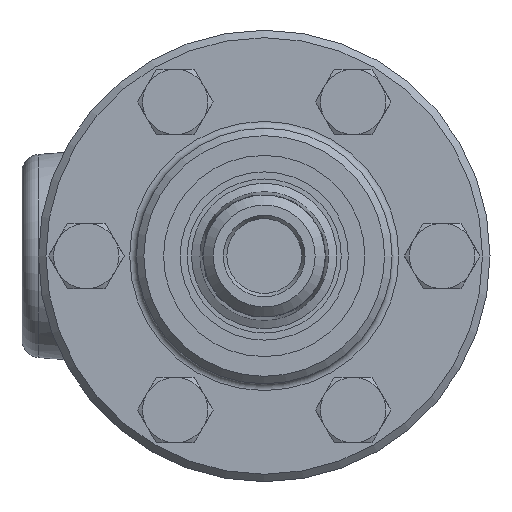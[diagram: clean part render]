
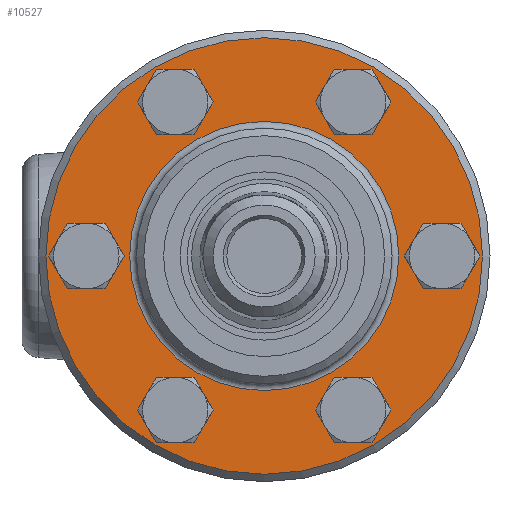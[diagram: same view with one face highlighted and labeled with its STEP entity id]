
A CAD part, left-side view. The second image highlights one B-rep face of the part: STEP entity #10527.
In plain terms, the highlighted planar face has unit normal (-1, 0, 0).
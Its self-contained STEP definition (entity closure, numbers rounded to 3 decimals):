
#828=FACE_BOUND('',#1905,.T.);
#829=FACE_BOUND('',#1906,.T.);
#830=FACE_BOUND('',#1907,.T.);
#831=FACE_BOUND('',#1908,.T.);
#832=FACE_BOUND('',#1909,.T.);
#833=FACE_BOUND('',#1910,.T.);
#834=FACE_BOUND('',#1911,.T.);
#955=PLANE('',#11413);
#1274=FACE_OUTER_BOUND('',#1904,.T.);
#1904=EDGE_LOOP('',(#7634));
#1905=EDGE_LOOP('',(#7635,#7636));
#1906=EDGE_LOOP('',(#7637,#7638,#7639,#7640));
#1907=EDGE_LOOP('',(#7641,#7642,#7643,#7644));
#1908=EDGE_LOOP('',(#7645,#7646,#7647,#7648));
#1909=EDGE_LOOP('',(#7649,#7650,#7651,#7652));
#1910=EDGE_LOOP('',(#7653,#7654,#7655,#7656));
#1911=EDGE_LOOP('',(#7657,#7658,#7659,#7660,#7661));
#2529=LINE('',#16241,#3130);
#2532=LINE('',#16256,#3133);
#2539=LINE('',#16292,#3140);
#2542=LINE('',#16307,#3143);
#2549=LINE('',#16343,#3150);
#2552=LINE('',#16358,#3153);
#2559=LINE('',#16394,#3160);
#2562=LINE('',#16409,#3163);
#2569=LINE('',#16445,#3170);
#2572=LINE('',#16460,#3173);
#2574=LINE('',#16465,#3175);
#2575=LINE('',#16468,#3176);
#3130=VECTOR('',#12844,10.);
#3133=VECTOR('',#12849,10.);
#3140=VECTOR('',#12874,10.);
#3143=VECTOR('',#12879,10.);
#3150=VECTOR('',#12904,10.);
#3153=VECTOR('',#12909,10.);
#3160=VECTOR('',#12934,10.);
#3163=VECTOR('',#12939,10.);
#3170=VECTOR('',#12964,10.);
#3173=VECTOR('',#12969,10.);
#3175=VECTOR('',#12975,10.);
#3176=VECTOR('',#12978,10.);
#3781=CIRCLE('',#11252,3.683);
#3783=CIRCLE('',#11254,3.683);
#3787=CIRCLE('',#11259,3.683);
#3792=CIRCLE('',#11265,3.683);
#3797=CIRCLE('',#11271,3.683);
#3802=CIRCLE('',#11277,3.683);
#3807=CIRCLE('',#11283,3.683);
#3812=CIRCLE('',#11289,22.86);
#3813=CIRCLE('',#11290,22.86);
#3819=CIRCLE('',#11300,37.084);
#3846=CIRCLE('',#11364,4.61);
#3851=CIRCLE('',#11374,4.61);
#3856=CIRCLE('',#11384,4.61);
#3861=CIRCLE('',#11394,4.61);
#3866=CIRCLE('',#11404,4.61);
#3871=CIRCLE('',#11414,4.61);
#4326=VERTEX_POINT('',#15957);
#4327=VERTEX_POINT('',#15959);
#4328=VERTEX_POINT('',#15961);
#4331=VERTEX_POINT('',#15970);
#4332=VERTEX_POINT('',#15972);
#4335=VERTEX_POINT('',#15981);
#4336=VERTEX_POINT('',#15983);
#4339=VERTEX_POINT('',#15992);
#4340=VERTEX_POINT('',#15994);
#4343=VERTEX_POINT('',#16003);
#4344=VERTEX_POINT('',#16005);
#4347=VERTEX_POINT('',#16014);
#4348=VERTEX_POINT('',#16016);
#4352=VERTEX_POINT('',#16025);
#4353=VERTEX_POINT('',#16027);
#4358=VERTEX_POINT('',#16045);
#4410=VERTEX_POINT('',#16210);
#4411=VERTEX_POINT('',#16212);
#4421=VERTEX_POINT('',#16261);
#4422=VERTEX_POINT('',#16263);
#4432=VERTEX_POINT('',#16312);
#4433=VERTEX_POINT('',#16314);
#4443=VERTEX_POINT('',#16363);
#4444=VERTEX_POINT('',#16365);
#4454=VERTEX_POINT('',#16414);
#4455=VERTEX_POINT('',#16416);
#4464=VERTEX_POINT('',#16464);
#4465=VERTEX_POINT('',#16466);
#5464=EDGE_CURVE('',#4327,#4326,#3781,.T.);
#5466=EDGE_CURVE('',#4326,#4328,#3783,.T.);
#5471=EDGE_CURVE('',#4332,#4331,#3787,.T.);
#5477=EDGE_CURVE('',#4336,#4335,#3792,.T.);
#5483=EDGE_CURVE('',#4340,#4339,#3797,.T.);
#5489=EDGE_CURVE('',#4344,#4343,#3802,.T.);
#5495=EDGE_CURVE('',#4348,#4347,#3807,.T.);
#5500=EDGE_CURVE('',#4352,#4353,#3812,.T.);
#5501=EDGE_CURVE('',#4353,#4352,#3813,.T.);
#5510=EDGE_CURVE('',#4358,#4358,#3819,.T.);
#5586=EDGE_CURVE('',#4411,#4410,#3846,.T.);
#5596=EDGE_CURVE('',#4410,#4340,#2529,.T.);
#5600=EDGE_CURVE('',#4339,#4411,#2532,.T.);
#5603=EDGE_CURVE('',#4422,#4421,#3851,.T.);
#5613=EDGE_CURVE('',#4421,#4336,#2539,.T.);
#5617=EDGE_CURVE('',#4335,#4422,#2542,.T.);
#5620=EDGE_CURVE('',#4433,#4432,#3856,.T.);
#5630=EDGE_CURVE('',#4432,#4327,#2549,.T.);
#5634=EDGE_CURVE('',#4328,#4433,#2552,.T.);
#5637=EDGE_CURVE('',#4444,#4443,#3861,.T.);
#5647=EDGE_CURVE('',#4443,#4332,#2559,.T.);
#5651=EDGE_CURVE('',#4331,#4444,#2562,.T.);
#5654=EDGE_CURVE('',#4455,#4454,#3866,.T.);
#5664=EDGE_CURVE('',#4454,#4348,#2569,.T.);
#5668=EDGE_CURVE('',#4347,#4455,#2572,.T.);
#5670=EDGE_CURVE('',#4343,#4464,#2574,.T.);
#5671=EDGE_CURVE('',#4464,#4465,#3871,.T.);
#5672=EDGE_CURVE('',#4465,#4344,#2575,.T.);
#7634=ORIENTED_EDGE('',*,*,#5510,.F.);
#7635=ORIENTED_EDGE('',*,*,#5501,.F.);
#7636=ORIENTED_EDGE('',*,*,#5500,.F.);
#7637=ORIENTED_EDGE('',*,*,#5668,.T.);
#7638=ORIENTED_EDGE('',*,*,#5654,.T.);
#7639=ORIENTED_EDGE('',*,*,#5664,.T.);
#7640=ORIENTED_EDGE('',*,*,#5495,.T.);
#7641=ORIENTED_EDGE('',*,*,#5670,.T.);
#7642=ORIENTED_EDGE('',*,*,#5671,.T.);
#7643=ORIENTED_EDGE('',*,*,#5672,.T.);
#7644=ORIENTED_EDGE('',*,*,#5489,.T.);
#7645=ORIENTED_EDGE('',*,*,#5600,.T.);
#7646=ORIENTED_EDGE('',*,*,#5586,.T.);
#7647=ORIENTED_EDGE('',*,*,#5596,.T.);
#7648=ORIENTED_EDGE('',*,*,#5483,.T.);
#7649=ORIENTED_EDGE('',*,*,#5617,.T.);
#7650=ORIENTED_EDGE('',*,*,#5603,.T.);
#7651=ORIENTED_EDGE('',*,*,#5613,.T.);
#7652=ORIENTED_EDGE('',*,*,#5477,.T.);
#7653=ORIENTED_EDGE('',*,*,#5651,.T.);
#7654=ORIENTED_EDGE('',*,*,#5637,.T.);
#7655=ORIENTED_EDGE('',*,*,#5647,.T.);
#7656=ORIENTED_EDGE('',*,*,#5471,.T.);
#7657=ORIENTED_EDGE('',*,*,#5634,.T.);
#7658=ORIENTED_EDGE('',*,*,#5620,.T.);
#7659=ORIENTED_EDGE('',*,*,#5630,.T.);
#7660=ORIENTED_EDGE('',*,*,#5464,.T.);
#7661=ORIENTED_EDGE('',*,*,#5466,.T.);
#10527=ADVANCED_FACE('',(#1274,#828,#829,#830,#831,#832,#833,#834),#955,
 .T.);
#11252=AXIS2_PLACEMENT_3D('',#15960,#12545,#12546);
#11254=AXIS2_PLACEMENT_3D('',#15963,#12549,#12550);
#11259=AXIS2_PLACEMENT_3D('',#15973,#12560,#12561);
#11265=AXIS2_PLACEMENT_3D('',#15984,#12573,#12574);
#11271=AXIS2_PLACEMENT_3D('',#15995,#12586,#12587);
#11277=AXIS2_PLACEMENT_3D('',#16006,#12599,#12600);
#11283=AXIS2_PLACEMENT_3D('',#16017,#12612,#12613);
#11289=AXIS2_PLACEMENT_3D('',#16028,#12624,#12625);
#11290=AXIS2_PLACEMENT_3D('',#16029,#12626,#12627);
#11300=AXIS2_PLACEMENT_3D('',#16047,#12649,#12650);
#11364=AXIS2_PLACEMENT_3D('',#16213,#12826,#12827);
#11374=AXIS2_PLACEMENT_3D('',#16264,#12856,#12857);
#11384=AXIS2_PLACEMENT_3D('',#16315,#12886,#12887);
#11394=AXIS2_PLACEMENT_3D('',#16366,#12916,#12917);
#11404=AXIS2_PLACEMENT_3D('',#16417,#12946,#12947);
#11413=AXIS2_PLACEMENT_3D('',#16463,#12973,#12974);
#11414=AXIS2_PLACEMENT_3D('',#16467,#12976,#12977);
#12545=DIRECTION('center_axis',(1.,0.,0.));
#12546=DIRECTION('ref_axis',(0.,0.,1.));
#12549=DIRECTION('center_axis',(1.,0.,0.));
#12550=DIRECTION('ref_axis',(0.,0.,1.));
#12560=DIRECTION('center_axis',(1.,0.,0.));
#12561=DIRECTION('ref_axis',(0.,0.866,0.5));
#12573=DIRECTION('center_axis',(1.,0.,0.));
#12574=DIRECTION('ref_axis',(0.,0.866,-0.5));
#12586=DIRECTION('center_axis',(1.,0.,0.));
#12587=DIRECTION('ref_axis',(0.,0.,-1.));
#12599=DIRECTION('center_axis',(1.,0.,0.));
#12600=DIRECTION('ref_axis',(0.,-0.866,-0.5));
#12612=DIRECTION('center_axis',(1.,0.,0.));
#12613=DIRECTION('ref_axis',(0.,-0.866,0.5));
#12624=DIRECTION('center_axis',(-1.,0.,0.));
#12625=DIRECTION('ref_axis',(0.,-1.,0.));
#12626=DIRECTION('center_axis',(-1.,0.,0.));
#12627=DIRECTION('ref_axis',(0.,-1.,0.));
#12649=DIRECTION('center_axis',(1.,0.,0.));
#12650=DIRECTION('ref_axis',(0.,-1.,0.));
#12826=DIRECTION('center_axis',(1.,0.,0.));
#12827=DIRECTION('ref_axis',(0.,-1.,0.));
#12844=DIRECTION('',(0.,0.,1.));
#12849=DIRECTION('',(0.,0.,-1.));
#12856=DIRECTION('center_axis',(1.,0.,0.));
#12857=DIRECTION('ref_axis',(0.,-1.,0.));
#12874=DIRECTION('',(0.,0.,1.));
#12879=DIRECTION('',(0.,0.,-1.));
#12886=DIRECTION('center_axis',(1.,0.,0.));
#12887=DIRECTION('ref_axis',(0.,-1.,0.));
#12904=DIRECTION('',(0.,0.,1.));
#12909=DIRECTION('',(0.,0.,-1.));
#12916=DIRECTION('center_axis',(1.,0.,0.));
#12917=DIRECTION('ref_axis',(0.,-1.,0.));
#12934=DIRECTION('',(0.,0.,1.));
#12939=DIRECTION('',(0.,0.,-1.));
#12946=DIRECTION('center_axis',(1.,0.,0.));
#12947=DIRECTION('ref_axis',(0.,-1.,0.));
#12964=DIRECTION('',(0.,0.,1.));
#12969=DIRECTION('',(0.,0.,-1.));
#12973=DIRECTION('center_axis',(-1.,0.,0.));
#12974=DIRECTION('ref_axis',(0.,0.,1.));
#12975=DIRECTION('',(0.,0.,-1.));
#12976=DIRECTION('center_axis',(1.,0.,0.));
#12977=DIRECTION('ref_axis',(0.,-1.,0.));
#12978=DIRECTION('',(0.,0.,1.));
#15957=CARTESIAN_POINT('',(-8.484,30.226,-3.683));
#15959=CARTESIAN_POINT('',(-8.484,29.83,-3.662));
#15960=CARTESIAN_POINT('Origin',(-8.484,30.226,0.));
#15961=CARTESIAN_POINT('',(-8.484,30.622,-3.662));
#15963=CARTESIAN_POINT('Origin',(-8.484,30.226,0.));
#15970=CARTESIAN_POINT('',(-8.484,15.509,-29.838));
#15972=CARTESIAN_POINT('',(-8.484,14.717,-29.838));
#15973=CARTESIAN_POINT('Origin',(-8.484,15.113,-26.176));
#15981=CARTESIAN_POINT('',(-8.484,-14.717,-29.838));
#15983=CARTESIAN_POINT('',(-8.484,-15.509,-29.838));
#15984=CARTESIAN_POINT('Origin',(-8.484,-15.113,-26.176));
#15992=CARTESIAN_POINT('',(-8.484,-29.83,-3.662));
#15994=CARTESIAN_POINT('',(-8.484,-30.622,-3.662));
#15995=CARTESIAN_POINT('Origin',(-8.484,-30.226,0.));
#16003=CARTESIAN_POINT('',(-8.484,-14.717,22.515));
#16005=CARTESIAN_POINT('',(-8.484,-15.509,22.515));
#16006=CARTESIAN_POINT('Origin',(-8.484,-15.113,26.176));
#16014=CARTESIAN_POINT('',(-8.484,15.509,22.515));
#16016=CARTESIAN_POINT('',(-8.484,14.717,22.515));
#16017=CARTESIAN_POINT('Origin',(-8.484,15.113,26.176));
#16025=CARTESIAN_POINT('',(-8.484,0.,-22.86));
#16027=CARTESIAN_POINT('',(-8.484,22.86,0.));
#16028=CARTESIAN_POINT('Origin',(-8.484,0.,0.));
#16029=CARTESIAN_POINT('Origin',(-8.484,0.,0.));
#16045=CARTESIAN_POINT('',(-8.484,37.084,0.));
#16047=CARTESIAN_POINT('Origin',(-8.484,0.,0.));
#16210=CARTESIAN_POINT('',(-8.484,-30.622,-4.593));
#16212=CARTESIAN_POINT('',(-8.484,-29.83,-4.593));
#16213=CARTESIAN_POINT('Origin',(-8.484,-30.226,0.));
#16241=CARTESIAN_POINT('',(-8.484,-30.622,0.));
#16256=CARTESIAN_POINT('',(-8.484,-29.83,0.));
#16261=CARTESIAN_POINT('',(-8.484,-15.509,-30.77));
#16263=CARTESIAN_POINT('',(-8.484,-14.717,-30.77));
#16264=CARTESIAN_POINT('Origin',(-8.484,-15.113,-26.176));
#16292=CARTESIAN_POINT('',(-8.484,-15.509,-13.088));
#16307=CARTESIAN_POINT('',(-8.484,-14.717,-13.088));
#16312=CARTESIAN_POINT('',(-8.484,29.83,-4.593));
#16314=CARTESIAN_POINT('',(-8.484,30.622,-4.593));
#16315=CARTESIAN_POINT('Origin',(-8.484,30.226,0.));
#16343=CARTESIAN_POINT('',(-8.484,29.83,0.));
#16358=CARTESIAN_POINT('',(-8.484,30.622,0.));
#16363=CARTESIAN_POINT('',(-8.484,14.717,-30.77));
#16365=CARTESIAN_POINT('',(-8.484,15.509,-30.77));
#16366=CARTESIAN_POINT('Origin',(-8.484,15.113,-26.176));
#16394=CARTESIAN_POINT('',(-8.484,14.717,-13.088));
#16409=CARTESIAN_POINT('',(-8.484,15.509,-13.088));
#16414=CARTESIAN_POINT('',(-8.484,14.717,21.583));
#16416=CARTESIAN_POINT('',(-8.484,15.509,21.583));
#16417=CARTESIAN_POINT('Origin',(-8.484,15.113,26.176));
#16445=CARTESIAN_POINT('',(-8.484,14.717,13.088));
#16460=CARTESIAN_POINT('',(-8.484,15.509,13.088));
#16463=CARTESIAN_POINT('Origin',(-8.484,30.036,0.));
#16464=CARTESIAN_POINT('',(-8.484,-14.717,21.583));
#16465=CARTESIAN_POINT('',(-8.484,-14.717,13.088));
#16466=CARTESIAN_POINT('',(-8.484,-15.509,21.583));
#16467=CARTESIAN_POINT('Origin',(-8.484,-15.113,26.176));
#16468=CARTESIAN_POINT('',(-8.484,-15.509,13.088));
